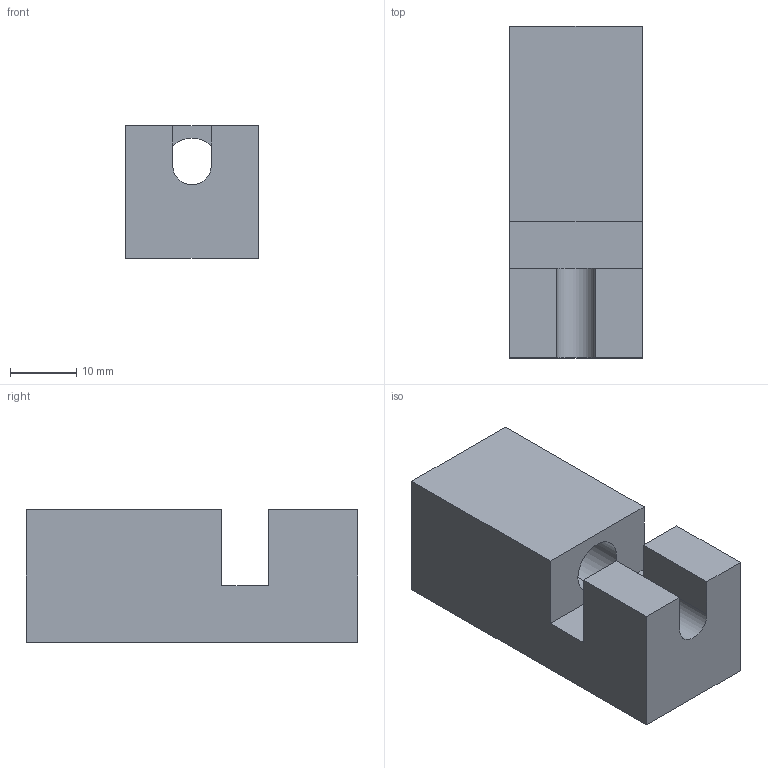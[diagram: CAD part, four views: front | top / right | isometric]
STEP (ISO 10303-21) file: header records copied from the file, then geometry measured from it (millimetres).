
FILE_DESCRIPTION (( 'STEP AP203' ), '1' );
FILE_NAME ('Jauge.STEP', '2024-02-21T17:18:59', ( 'Moi' ), ( '' ), 'SwSTEP 2.0', 'SolidWorks 2007', '' );
FILE_SCHEMA (( 'CONFIG_CONTROL_DESIGN' ));
Length unit declared in the file: millimetre
Products named in the file (1): Jauge
Bounding box: 20 x 50 x 20 mm (x, y, z)
Volume: 16154.8 mm3; surface area: 5901.2 mm2
Topology: 1 solids, 1 shells, 18 faces, 48 edges, 32 vertices
Faces by surface type: plane 13, cylinder 5
Entity records: 681 total; most frequent: CARTESIAN_POINT 139, ORIENTED_EDGE 96, DIRECTION 92, EDGE_CURVE 48, VECTOR 38, LINE 38, VERTEX_POINT 32, AXIS2_PLACEMENT_3D 27
